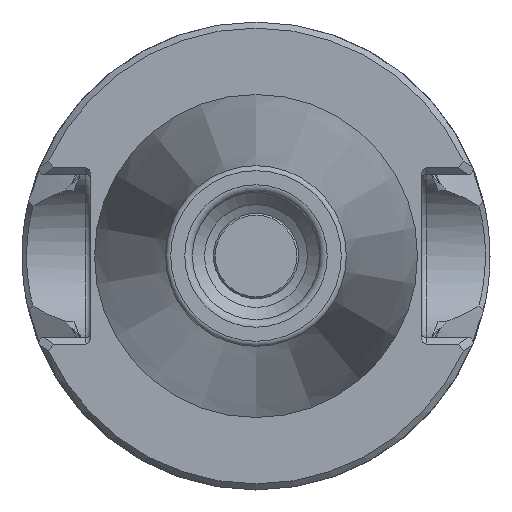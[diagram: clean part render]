
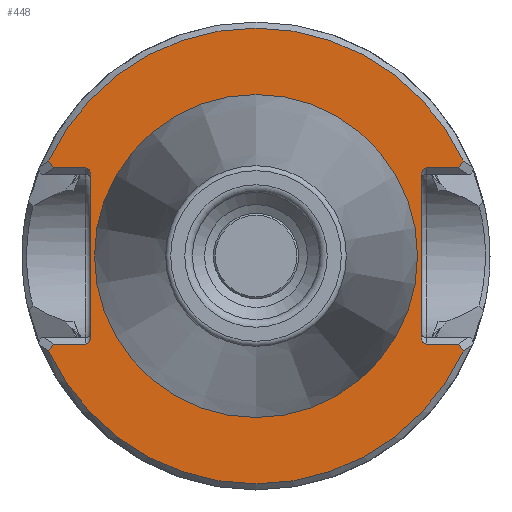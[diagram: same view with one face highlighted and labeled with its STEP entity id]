
A CAD part, left-side view. The second image highlights one B-rep face of the part: STEP entity #448.
In plain terms, the highlighted planar face has unit normal (-1, 0, 0).
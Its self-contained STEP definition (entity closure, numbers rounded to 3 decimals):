
#448 = ADVANCED_FACE( '', ( #1020, #1021 ), #1022, .T. );
#1020 = FACE_OUTER_BOUND( '', #1758, .T. );
#1021 = FACE_BOUND( '', #1759, .T. );
#1022 = PLANE( '', #1760 );
#1758 = EDGE_LOOP( '', ( #3071, #3072, #3073, #3074, #3075, #3076, #3077, #3078, #3079, #3080, #3081, #3082, #3083, #3084, #3085, #3086 ) );
#1759 = EDGE_LOOP( '', ( #3087 ) );
#1760 = AXIS2_PLACEMENT_3D( '', #3088, #3089, #3090 );
#3071 = ORIENTED_EDGE( '', *, *, #4522, .T. );
#3072 = ORIENTED_EDGE( '', *, *, #4362, .T. );
#3073 = ORIENTED_EDGE( '', *, *, #4523, .T. );
#3074 = ORIENTED_EDGE( '', *, *, #4524, .T. );
#3075 = ORIENTED_EDGE( '', *, *, #4525, .T. );
#3076 = ORIENTED_EDGE( '', *, *, #4404, .T. );
#3077 = ORIENTED_EDGE( '', *, *, #4526, .T. );
#3078 = ORIENTED_EDGE( '', *, *, #4527, .T. );
#3079 = ORIENTED_EDGE( '', *, *, #4415, .T. );
#3080 = ORIENTED_EDGE( '', *, *, #4528, .T. );
#3081 = ORIENTED_EDGE( '', *, *, #4392, .T. );
#3082 = ORIENTED_EDGE( '', *, *, #4529, .T. );
#3083 = ORIENTED_EDGE( '', *, *, #4530, .T. );
#3084 = ORIENTED_EDGE( '', *, *, #4531, .T. );
#3085 = ORIENTED_EDGE( '', *, *, #4484, .T. );
#3086 = ORIENTED_EDGE( '', *, *, #4532, .T. );
#3087 = ORIENTED_EDGE( '', *, *, #4252, .F. );
#3088 = CARTESIAN_POINT( '', ( 2., 0., 15.861 ) );
#3089 = DIRECTION( '', ( -1., 0., 0. ) );
#3090 = DIRECTION( '', ( 0., 0., 1. ) );
#4252 = EDGE_CURVE( '', #5082, #5082, #5083, .T. );
#4362 = EDGE_CURVE( '', #5262, #5263, #5264, .T. );
#4392 = EDGE_CURVE( '', #5309, #5310, #5311, .T. );
#4404 = EDGE_CURVE( '', #5330, #5328, #5331, .F. );
#4415 = EDGE_CURVE( '', #5344, #5345, #5346, .T. );
#4484 = EDGE_CURVE( '', #5448, #5446, #5449, .T. );
#4522 = EDGE_CURVE( '', #5496, #5262, #5497, .T. );
#4523 = EDGE_CURVE( '', #5263, #5498, #5499, .T. );
#4524 = EDGE_CURVE( '', #5498, #5500, #5501, .F. );
#4525 = EDGE_CURVE( '', #5500, #5330, #5502, .T. );
#4526 = EDGE_CURVE( '', #5328, #5503, #5504, .T. );
#4527 = EDGE_CURVE( '', #5503, #5344, #5505, .T. );
#4528 = EDGE_CURVE( '', #5345, #5309, #5506, .T. );
#4529 = EDGE_CURVE( '', #5310, #5507, #5508, .F. );
#4530 = EDGE_CURVE( '', #5507, #5509, #5510, .T. );
#4531 = EDGE_CURVE( '', #5509, #5448, #5511, .F. );
#4532 = EDGE_CURVE( '', #5446, #5496, #5512, .T. );
#5082 = VERTEX_POINT( '', #6247 );
#5083 = CIRCLE( '', #6248, 15.861 );
#5262 = VERTEX_POINT( '', #6609 );
#5263 = VERTEX_POINT( '', #6610 );
#5264 = B_SPLINE_CURVE_WITH_KNOTS( '', 1, ( #6611, #6612 ), .UNSPECIFIED., .F., .F., ( 2, 2 ), ( 0.179, 1. ), .UNSPECIFIED. );
#5309 = VERTEX_POINT( '', #6685 );
#5310 = VERTEX_POINT( '', #6686 );
#5311 = LINE( '', #6687, #6688 );
#5328 = VERTEX_POINT( '', #6708 );
#5330 = VERTEX_POINT( '', #6711 );
#5331 = ELLIPSE( '', #6712, 0.707, 0.5 );
#5344 = VERTEX_POINT( '', #6788 );
#5345 = VERTEX_POINT( '', #6789 );
#5346 = CIRCLE( '', #6790, 22.4 );
#5446 = VERTEX_POINT( '', #6977 );
#5448 = VERTEX_POINT( '', #6980 );
#5449 = LINE( '', #6981, #6982 );
#5496 = VERTEX_POINT( '', #7089 );
#5497 = CIRCLE( '', #7090, 22.4 );
#5498 = VERTEX_POINT( '', #7091 );
#5499 = LINE( '', #7092, #7093 );
#5500 = VERTEX_POINT( '', #7094 );
#5501 = ELLIPSE( '', #7095, 0.707, 0.5 );
#5502 = LINE( '', #7096, #7097 );
#5503 = VERTEX_POINT( '', #7098 );
#5504 = LINE( '', #7099, #7100 );
#5505 = B_SPLINE_CURVE_WITH_KNOTS( '', 1, ( #7101, #7102 ), .UNSPECIFIED., .F., .F., ( 2, 2 ), ( 0., 0.821 ), .UNSPECIFIED. );
#5506 = B_SPLINE_CURVE_WITH_KNOTS( '', 1, ( #7103, #7104 ), .UNSPECIFIED., .F., .F., ( 2, 2 ), ( 0.179, 1. ), .UNSPECIFIED. );
#5507 = VERTEX_POINT( '', #7105 );
#5508 = ELLIPSE( '', #7106, 0.707, 0.5 );
#5509 = VERTEX_POINT( '', #7107 );
#5510 = LINE( '', #7108, #7109 );
#5511 = ELLIPSE( '', #7110, 0.707, 0.5 );
#5512 = B_SPLINE_CURVE_WITH_KNOTS( '', 1, ( #7111, #7112 ), .UNSPECIFIED., .F., .F., ( 2, 2 ), ( 0., 0.821 ), .UNSPECIFIED. );
#6247 = CARTESIAN_POINT( '', ( 2., 0., 15.861 ) );
#6248 = AXIS2_PLACEMENT_3D( '', #8071, #8072, #8073 );
#6609 = CARTESIAN_POINT( '', ( 2., 20.361, 9.337 ) );
#6610 = CARTESIAN_POINT( '', ( 2., 19.923, 8.65 ) );
#6611 = CARTESIAN_POINT( '', ( 2., 20.361, 9.337 ) );
#6612 = CARTESIAN_POINT( '', ( 2., 19.923, 8.65 ) );
#6685 = CARTESIAN_POINT( '', ( 2., -19.923, -8.65 ) );
#6686 = CARTESIAN_POINT( '', ( 2., -16.75, -8.65 ) );
#6687 = CARTESIAN_POINT( '', ( 2., -16.25, -8.65 ) );
#6688 = VECTOR( '', #8228, 1000. );
#6708 = CARTESIAN_POINT( '', ( 2., 16.75, -8.65 ) );
#6711 = CARTESIAN_POINT( '', ( 2., 16.25, -7.943 ) );
#6712 = AXIS2_PLACEMENT_3D( '', #8244, #8245, #8246 );
#6788 = CARTESIAN_POINT( '', ( 2., 20.361, -9.337 ) );
#6789 = CARTESIAN_POINT( '', ( 2., -20.361, -9.337 ) );
#6790 = AXIS2_PLACEMENT_3D( '', #8255, #8256, #8257 );
#6977 = CARTESIAN_POINT( '', ( 2., -19.923, 8.65 ) );
#6980 = CARTESIAN_POINT( '', ( 2., -16.75, 8.65 ) );
#6981 = CARTESIAN_POINT( '', ( 2., -21.064, 8.65 ) );
#6982 = VECTOR( '', #8314, 1000. );
#7089 = CARTESIAN_POINT( '', ( 2., -20.361, 9.337 ) );
#7090 = AXIS2_PLACEMENT_3D( '', #8342, #8343, #8344 );
#7091 = CARTESIAN_POINT( '', ( 2., 16.75, 8.65 ) );
#7092 = CARTESIAN_POINT( '', ( 2., 16.25, 8.65 ) );
#7093 = VECTOR( '', #8345, 1000. );
#7094 = CARTESIAN_POINT( '', ( 2., 16.25, 7.943 ) );
#7095 = AXIS2_PLACEMENT_3D( '', #8346, #8347, #8348 );
#7096 = CARTESIAN_POINT( '', ( 2., 16.25, 15.861 ) );
#7097 = VECTOR( '', #8349, 1000. );
#7098 = CARTESIAN_POINT( '', ( 2., 19.923, -8.65 ) );
#7099 = CARTESIAN_POINT( '', ( 2., 21.064, -8.65 ) );
#7100 = VECTOR( '', #8350, 1000. );
#7101 = CARTESIAN_POINT( '', ( 2., 19.923, -8.65 ) );
#7102 = CARTESIAN_POINT( '', ( 2., 20.361, -9.337 ) );
#7103 = CARTESIAN_POINT( '', ( 2., -20.361, -9.337 ) );
#7104 = CARTESIAN_POINT( '', ( 2., -19.923, -8.65 ) );
#7105 = CARTESIAN_POINT( '', ( 2., -16.25, -7.943 ) );
#7106 = AXIS2_PLACEMENT_3D( '', #8351, #8352, #8353 );
#7107 = CARTESIAN_POINT( '', ( 2., -16.25, 7.943 ) );
#7108 = CARTESIAN_POINT( '', ( 2., -16.25, 15.861 ) );
#7109 = VECTOR( '', #8354, 1000. );
#7110 = AXIS2_PLACEMENT_3D( '', #8355, #8356, #8357 );
#7111 = CARTESIAN_POINT( '', ( 2., -19.923, 8.65 ) );
#7112 = CARTESIAN_POINT( '', ( 2., -20.361, 9.337 ) );
#8071 = CARTESIAN_POINT( '', ( 2., 0., 0. ) );
#8072 = DIRECTION( '', ( -1., 0., 0. ) );
#8073 = DIRECTION( '', ( 0., 0., 1. ) );
#8228 = DIRECTION( '', ( 0., 1., 0. ) );
#8244 = CARTESIAN_POINT( '', ( 2., 16.75, -7.943 ) );
#8245 = DIRECTION( '', ( -1., 0., 0. ) );
#8246 = DIRECTION( '', ( 0., 0., 1. ) );
#8255 = CARTESIAN_POINT( '', ( 2., 0., 0. ) );
#8256 = DIRECTION( '', ( -1., 0., 0. ) );
#8257 = DIRECTION( '', ( 0., 0., 1. ) );
#8314 = DIRECTION( '', ( 0., -1., 0. ) );
#8342 = CARTESIAN_POINT( '', ( 2., 0., 0. ) );
#8343 = DIRECTION( '', ( -1., 0., 0. ) );
#8344 = DIRECTION( '', ( 0., 0., 1. ) );
#8345 = DIRECTION( '', ( 0., -1., 0. ) );
#8346 = CARTESIAN_POINT( '', ( 2., 16.75, 7.943 ) );
#8347 = DIRECTION( '', ( -1., 0., 0. ) );
#8348 = DIRECTION( '', ( 0., 0., 1. ) );
#8349 = DIRECTION( '', ( 0., 0., -1. ) );
#8350 = DIRECTION( '', ( 0., 1., 0. ) );
#8351 = CARTESIAN_POINT( '', ( 2., -16.75, -7.943 ) );
#8352 = DIRECTION( '', ( -1., 0., 0. ) );
#8353 = DIRECTION( '', ( 0., 0., -1. ) );
#8354 = DIRECTION( '', ( 0., 0., 1. ) );
#8355 = CARTESIAN_POINT( '', ( 2., -16.75, 7.943 ) );
#8356 = DIRECTION( '', ( -1., 0., 0. ) );
#8357 = DIRECTION( '', ( 0., 0., -1. ) );
